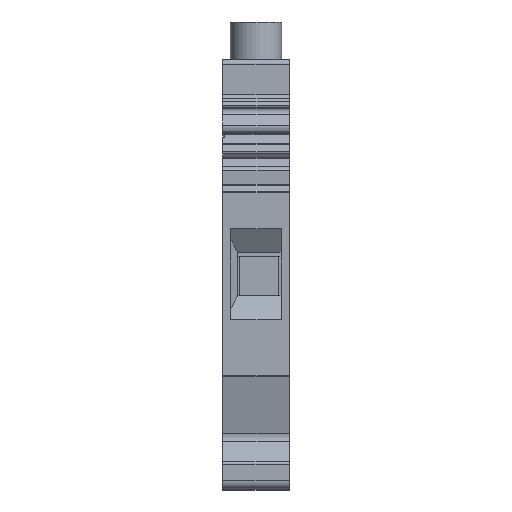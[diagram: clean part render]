
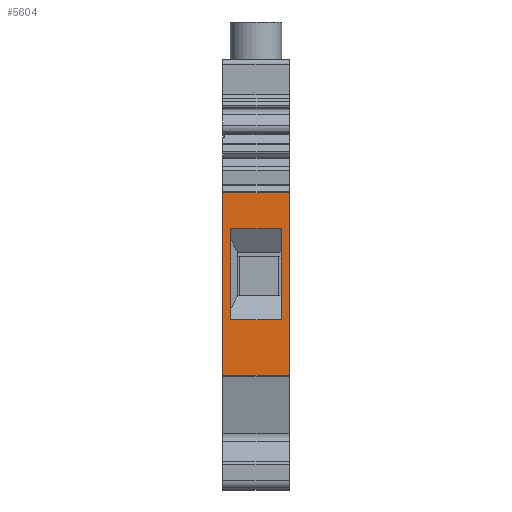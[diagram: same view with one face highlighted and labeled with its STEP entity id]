
A CAD part, left-side view. The second image highlights one B-rep face of the part: STEP entity #5604.
In plain terms, the highlighted planar face has unit normal (-1, 0, 0).
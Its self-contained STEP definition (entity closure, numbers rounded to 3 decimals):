
#439=ORIENTED_EDGE('',*,*,#1659,.T.);
#440=ORIENTED_EDGE('',*,*,#1660,.T.);
#441=ORIENTED_EDGE('',*,*,#1661,.F.);
#442=ORIENTED_EDGE('',*,*,#1618,.F.);
#443=ORIENTED_EDGE('',*,*,#1662,.T.);
#444=ORIENTED_EDGE('',*,*,#1663,.F.);
#445=ORIENTED_EDGE('',*,*,#1664,.T.);
#446=ORIENTED_EDGE('',*,*,#1588,.T.);
#1588=EDGE_CURVE('',#2204,#2203,#2572,.T.);
#1618=EDGE_CURVE('',#2233,#2234,#2589,.T.);
#1659=EDGE_CURVE('',#2233,#2264,#2630,.T.);
#1660=EDGE_CURVE('',#2264,#2265,#2631,.T.);
#1661=EDGE_CURVE('',#2234,#2265,#2632,.T.);
#1662=EDGE_CURVE('',#2203,#2266,#2633,.F.);
#1663=EDGE_CURVE('',#2267,#2266,#2634,.T.);
#1664=EDGE_CURVE('',#2267,#2204,#2635,.F.);
#2203=VERTEX_POINT('',#7613);
#2204=VERTEX_POINT('',#7615);
#2233=VERTEX_POINT('',#7674);
#2234=VERTEX_POINT('',#7676);
#2264=VERTEX_POINT('',#7757);
#2265=VERTEX_POINT('',#7759);
#2266=VERTEX_POINT('',#7762);
#2267=VERTEX_POINT('',#7764);
#2572=LINE('',#7614,#3035);
#2589=LINE('',#7675,#3052);
#2630=LINE('',#7756,#3093);
#2631=LINE('',#7758,#3094);
#2632=LINE('',#7760,#3095);
#2633=LINE('',#7761,#3096);
#2634=LINE('',#7763,#3097);
#2635=LINE('',#7765,#3098);
#3035=VECTOR('',#6352,1000.);
#3052=VECTOR('',#6397,1000.);
#3093=VECTOR('',#6458,1000.);
#3094=VECTOR('',#6459,1000.);
#3095=VECTOR('',#6460,1000.);
#3096=VECTOR('',#6461,1000.);
#3097=VECTOR('',#6462,1000.);
#3098=VECTOR('',#6463,1000.);
#3440=EDGE_LOOP('',(#439,#440,#441,#442));
#3441=EDGE_LOOP('',(#443,#444,#445,#446));
#3675=FACE_BOUND('',#3440,.T.);
#3676=FACE_BOUND('',#3441,.T.);
#3909=PLANE('',#5885);
#5604=ADVANCED_FACE('',(#3675,#3676),#3909,.F.);
#5885=AXIS2_PLACEMENT_3D('',#7755,#6456,#6457);
#6352=DIRECTION('',(0.,0.,-1.));
#6397=DIRECTION('',(0.,0.,-1.));
#6456=DIRECTION('',(1.,0.,0.));
#6457=DIRECTION('',(0.,0.,-1.));
#6458=DIRECTION('',(0.,-1.,0.));
#6459=DIRECTION('',(0.,0.,-1.));
#6460=DIRECTION('',(0.,-1.,0.));
#6461=DIRECTION('',(0.,1.,0.));
#6462=DIRECTION('',(0.,0.,-1.));
#6463=DIRECTION('',(0.,-1.,0.));
#7613=CARTESIAN_POINT('',(-28.,0.,0.066));
#7614=CARTESIAN_POINT('',(-28.,0.,0.));
#7615=CARTESIAN_POINT('',(-28.,0.,21.936));
#7674=CARTESIAN_POINT('',(-28.,-1.,17.656));
#7675=CARTESIAN_POINT('',(-28.,-1.,17.656));
#7676=CARTESIAN_POINT('',(-28.,-1.,6.744));
#7755=CARTESIAN_POINT('',(-28.,-8.,0.));
#7756=CARTESIAN_POINT('',(-28.,-1.8,17.656));
#7757=CARTESIAN_POINT('',(-28.,-7.,17.656));
#7758=CARTESIAN_POINT('',(-28.,-7.,6.744));
#7759=CARTESIAN_POINT('',(-28.,-7.,6.744));
#7760=CARTESIAN_POINT('',(-28.,-1.8,6.744));
#7761=CARTESIAN_POINT('',(-28.,-8.,0.066));
#7762=CARTESIAN_POINT('',(-28.,-8.,0.066));
#7763=CARTESIAN_POINT('',(-28.,-8.,0.));
#7764=CARTESIAN_POINT('',(-28.,-8.,21.936));
#7765=CARTESIAN_POINT('',(-28.,0.,21.936));
